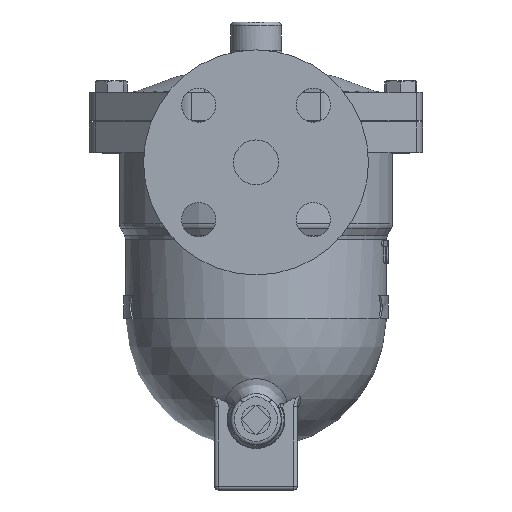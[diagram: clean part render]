
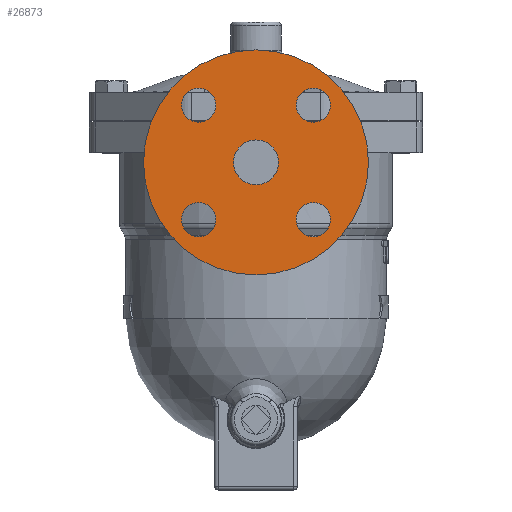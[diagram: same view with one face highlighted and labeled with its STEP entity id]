
A CAD part, left-side view. The second image highlights one B-rep face of the part: STEP entity #26873.
In plain terms, the highlighted planar face has unit normal (-1, 0, 0).
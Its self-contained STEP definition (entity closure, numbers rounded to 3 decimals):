
#24830=CARTESIAN_POINT('',(-130.0,0.,-35.0));
#24831=VERTEX_POINT('',#24830);
#24832=CARTESIAN_POINT('',(-130.0,0.0,-22.5));
#24833=DIRECTION('',(1.0,0.0,0.0));
#24834=DIRECTION('',(0.0,0.0,1.0));
#24835=AXIS2_PLACEMENT_3D('',#24832,#24833,#24834);
#24836=CIRCLE('',#24835,12.5);
#24837=EDGE_CURVE('',#24831,#24831,#24836,.T.);
#24859=CARTESIAN_POINT('',(-130.0,-22.32,9.32));
#24860=VERTEX_POINT('',#24859);
#24861=CARTESIAN_POINT('',(-130.0,-31.82,9.32));
#24862=DIRECTION('',(1.0,0.0,0.0));
#24863=DIRECTION('',(0.0,1.0,0.0));
#24864=AXIS2_PLACEMENT_3D('',#24861,#24862,#24863);
#24865=CIRCLE('',#24864,9.5);
#24866=EDGE_CURVE('',#24860,#24860,#24865,.T.);
#24879=CARTESIAN_POINT('',(-130.0,-31.82,-44.82));
#24880=VERTEX_POINT('',#24879);
#24881=CARTESIAN_POINT('',(-130.0,-31.82,-54.32));
#24882=DIRECTION('',(1.0,0.0,0.0));
#24883=DIRECTION('',(0.0,0.0,1.0));
#24884=AXIS2_PLACEMENT_3D('',#24881,#24882,#24883);
#24885=CIRCLE('',#24884,9.5);
#24886=EDGE_CURVE('',#24880,#24880,#24885,.T.);
#24899=CARTESIAN_POINT('',(-130.0,22.32,-54.32));
#24900=VERTEX_POINT('',#24899);
#24901=CARTESIAN_POINT('',(-130.0,31.82,-54.32));
#24902=DIRECTION('',(1.0,0.0,0.0));
#24903=DIRECTION('',(0.0,-1.0,0.0));
#24904=AXIS2_PLACEMENT_3D('',#24901,#24902,#24903);
#24905=CIRCLE('',#24904,9.5);
#24906=EDGE_CURVE('',#24900,#24900,#24905,.T.);
#24919=CARTESIAN_POINT('',(-130.0,31.82,-0.18));
#24920=VERTEX_POINT('',#24919);
#24921=CARTESIAN_POINT('',(-130.0,31.82,9.32));
#24922=DIRECTION('',(1.0,0.0,0.0));
#24923=DIRECTION('',(0.0,0.0,-1.0));
#24924=AXIS2_PLACEMENT_3D('',#24921,#24922,#24923);
#24925=CIRCLE('',#24924,9.5);
#24926=EDGE_CURVE('',#24920,#24920,#24925,.T.);
#24998=CARTESIAN_POINT('',(-130.0,0.,-85.0));
#24999=VERTEX_POINT('',#24998);
#25000=CARTESIAN_POINT('',(-130.0,0.0,-22.5));
#25001=DIRECTION('',(-1.0,0.0,0.0));
#25002=DIRECTION('',(0.0,0.0,1.0));
#25003=AXIS2_PLACEMENT_3D('',#25000,#25001,#25002);
#25004=CIRCLE('',#25003,62.5);
#25005=EDGE_CURVE('',#24999,#24999,#25004,.T.);
#26850=CARTESIAN_POINT('',(-130.0,0.0,-11.25));
#26851=DIRECTION('',(-1.0,0.0,0.0));
#26852=DIRECTION('',(0.0,0.0,1.0));
#26853=AXIS2_PLACEMENT_3D('',#26850,#26851,#26852);
#26854=PLANE('',#26853);
#26855=ORIENTED_EDGE('',*,*,#25005,.T.);
#26856=EDGE_LOOP('',(#26855));
#26857=FACE_OUTER_BOUND('',#26856,.T.);
#26858=ORIENTED_EDGE('',*,*,#24837,.T.);
#26859=EDGE_LOOP('',(#26858));
#26860=FACE_BOUND('',#26859,.T.);
#26861=ORIENTED_EDGE('',*,*,#24866,.T.);
#26862=EDGE_LOOP('',(#26861));
#26863=FACE_BOUND('',#26862,.T.);
#26864=ORIENTED_EDGE('',*,*,#24886,.T.);
#26865=EDGE_LOOP('',(#26864));
#26866=FACE_BOUND('',#26865,.T.);
#26867=ORIENTED_EDGE('',*,*,#24906,.T.);
#26868=EDGE_LOOP('',(#26867));
#26869=FACE_BOUND('',#26868,.T.);
#26870=ORIENTED_EDGE('',*,*,#24926,.T.);
#26871=EDGE_LOOP('',(#26870));
#26872=FACE_BOUND('',#26871,.T.);
#26873=ADVANCED_FACE('',(#26857,#26860,#26863,#26866,#26869,#26872),#26854,.T.);
